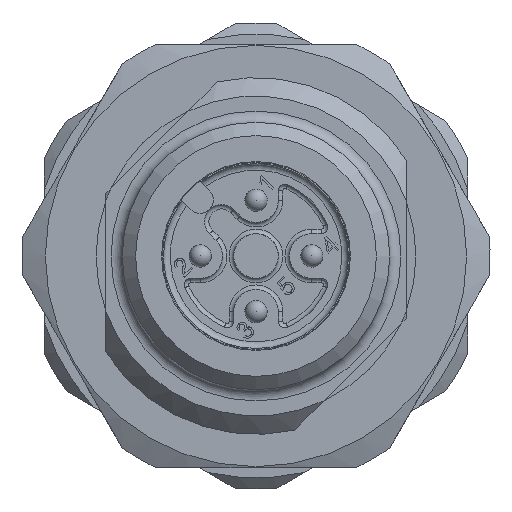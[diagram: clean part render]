
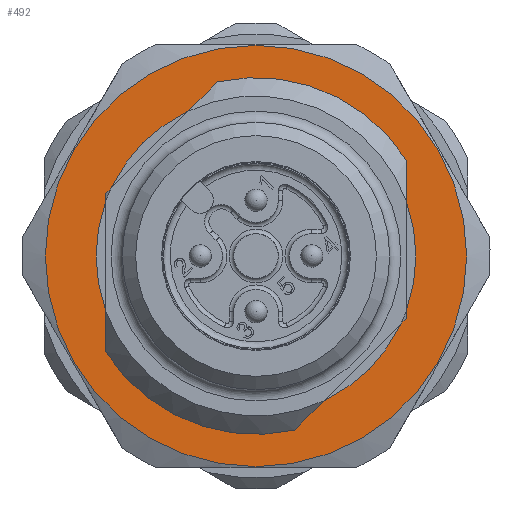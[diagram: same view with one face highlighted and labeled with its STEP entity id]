
A CAD part, front view. The second image highlights one B-rep face of the part: STEP entity #492.
In plain terms, the highlighted planar face has unit normal (0, -1, 0).
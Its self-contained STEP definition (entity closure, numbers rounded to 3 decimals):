
#110=FACE_BOUND('',#1019,.T.);
#111=FACE_BOUND('',#1020,.T.);
#381=PLANE('',#4467);
#492=ADVANCED_FACE('',(#110,#111),#381,.T.);
#1019=EDGE_LOOP('',(#2049));
#1020=EDGE_LOOP('',(#2050,#2051,#2052,#2053,#2054,#2055,#2056,#2057,#2058,
#2059,#2060,#2061,#2062,#2063));
#1312=LINE('',#6112,#1615);
#1314=LINE('',#6115,#1617);
#1320=LINE('',#6131,#1623);
#1321=LINE('',#6132,#1624);
#1327=LINE('',#6148,#1630);
#1329=LINE('',#6151,#1632);
#1334=LINE('',#6165,#1637);
#1335=LINE('',#6166,#1638);
#1615=VECTOR('',#4923,1.);
#1617=VECTOR('',#4925,1.);
#1623=VECTOR('',#4933,1.);
#1624=VECTOR('',#4934,1.);
#1630=VECTOR('',#4942,1.);
#1632=VECTOR('',#4944,1.);
#1637=VECTOR('',#4951,1.);
#1638=VECTOR('',#4952,1.);
#2049=ORIENTED_EDGE('',*,*,#3677,.F.);
#2050=ORIENTED_EDGE('',*,*,#3678,.F.);
#2051=ORIENTED_EDGE('',*,*,#3650,.T.);
#2052=ORIENTED_EDGE('',*,*,#3657,.T.);
#2053=ORIENTED_EDGE('',*,*,#3679,.F.);
#2054=ORIENTED_EDGE('',*,*,#3658,.T.);
#2055=ORIENTED_EDGE('',*,*,#3615,.F.);
#2056=ORIENTED_EDGE('',*,*,#3673,.F.);
#2057=ORIENTED_EDGE('',*,*,#3680,.F.);
#2058=ORIENTED_EDGE('',*,*,#3674,.F.);
#2059=ORIENTED_EDGE('',*,*,#3665,.F.);
#2060=ORIENTED_EDGE('',*,*,#3681,.F.);
#2061=ORIENTED_EDGE('',*,*,#3667,.F.);
#2062=ORIENTED_EDGE('',*,*,#3637,.F.);
#2063=ORIENTED_EDGE('',*,*,#3648,.T.);
#3192=VERTEX_POINT('',#6012);
#3194=VERTEX_POINT('',#6015);
#3209=VERTEX_POINT('',#6081);
#3210=VERTEX_POINT('',#6083);
#3218=VERTEX_POINT('',#6111);
#3219=VERTEX_POINT('',#6114);
#3220=VERTEX_POINT('',#6116);
#3224=VERTEX_POINT('',#6130);
#3225=VERTEX_POINT('',#6133);
#3229=VERTEX_POINT('',#6147);
#3230=VERTEX_POINT('',#6149);
#3231=VERTEX_POINT('',#6152);
#3234=VERTEX_POINT('',#6164);
#3235=VERTEX_POINT('',#6167);
#3237=VERTEX_POINT('',#6173);
#3615=EDGE_CURVE('',#3192,#3194,#4229,.T.);
#3637=EDGE_CURVE('',#3209,#3210,#4237,.T.);
#3648=EDGE_CURVE('',#3209,#3218,#1312,.T.);
#3650=EDGE_CURVE('',#3220,#3219,#1314,.T.);
#3657=EDGE_CURVE('',#3219,#3224,#1320,.T.);
#3658=EDGE_CURVE('',#3225,#3194,#1321,.T.);
#3665=EDGE_CURVE('',#3229,#3230,#1327,.T.);
#3667=EDGE_CURVE('',#3210,#3231,#1329,.T.);
#3673=EDGE_CURVE('',#3234,#3192,#1334,.T.);
#3674=EDGE_CURVE('',#3230,#3235,#1335,.T.);
#3677=EDGE_CURVE('',#3237,#3237,#4244,.T.);
#3678=EDGE_CURVE('',#3220,#3218,#4245,.T.);
#3679=EDGE_CURVE('',#3225,#3224,#4246,.T.);
#3680=EDGE_CURVE('',#3235,#3234,#4247,.T.);
#3681=EDGE_CURVE('',#3231,#3229,#4248,.T.);
#4229=CIRCLE('',#4430,8.);
#4237=CIRCLE('',#4444,8.);
#4244=CIRCLE('',#4462,9.45);
#4245=CIRCLE('',#4463,7.172);
#4246=CIRCLE('',#4464,7.172);
#4247=CIRCLE('',#4465,7.172);
#4248=CIRCLE('',#4466,7.172);
#4430=AXIS2_PLACEMENT_3D('',#6014,#4858,#4859);
#4444=AXIS2_PLACEMENT_3D('',#6082,#4892,#4893);
#4462=AXIS2_PLACEMENT_3D('',#6172,#4957,#4958);
#4463=AXIS2_PLACEMENT_3D('',#6174,#4959,#4960);
#4464=AXIS2_PLACEMENT_3D('',#6175,#4961,#4962);
#4465=AXIS2_PLACEMENT_3D('',#6176,#4963,#4964);
#4466=AXIS2_PLACEMENT_3D('',#6177,#4965,#4966);
#4467=AXIS2_PLACEMENT_3D('',#6178,#4967,#4968);
#4858=DIRECTION('',(0.,-1.,0.));
#4859=DIRECTION('',(0.,0.,1.));
#4892=DIRECTION('',(0.,-1.,0.));
#4893=DIRECTION('',(0.,0.,1.));
#4923=DIRECTION('',(0.,0.,-1.));
#4925=DIRECTION('',(0.,0.,-1.));
#4933=DIRECTION('',(-0.707,0.,-0.707));
#4934=DIRECTION('',(-0.707,0.,-0.707));
#4942=DIRECTION('',(-0.707,0.,-0.707));
#4944=DIRECTION('',(-0.707,0.,-0.707));
#4951=DIRECTION('',(0.,0.,-1.));
#4952=DIRECTION('',(0.,0.,-1.));
#4957=DIRECTION('',(0.,1.,0.));
#4958=DIRECTION('',(0.,0.,1.));
#4959=DIRECTION('',(0.,-1.,0.));
#4960=DIRECTION('',(0.,0.,-1.));
#4961=DIRECTION('',(0.,-1.,0.));
#4962=DIRECTION('',(0.,0.,-1.));
#4963=DIRECTION('',(0.,-1.,0.));
#4964=DIRECTION('',(0.,0.,-1.));
#4965=DIRECTION('',(0.,-1.,0.));
#4966=DIRECTION('',(0.,0.,-1.));
#4967=DIRECTION('',(0.,-1.,0.));
#4968=DIRECTION('',(0.,0.,-1.));
#6012=CARTESIAN_POINT('',(6.55,-0.3,-4.294));
#6014=CARTESIAN_POINT('',(13.3,-0.3,0.));
#6015=CARTESIAN_POINT('',(15.037,-0.3,-7.809));
#6081=CARTESIAN_POINT('',(20.05,-0.3,4.294));
#6082=CARTESIAN_POINT('',(13.3,-0.3,0.));
#6083=CARTESIAN_POINT('',(11.563,-0.3,7.809));
#6111=CARTESIAN_POINT('',(20.05,-0.3,2.424));
#6112=CARTESIAN_POINT('',(20.05,-0.3,5.744));
#6114=CARTESIAN_POINT('',(20.05,-0.3,-2.796));
#6115=CARTESIAN_POINT('',(20.05,-0.3,5.744));
#6116=CARTESIAN_POINT('',(20.05,-0.3,-2.424));
#6130=CARTESIAN_POINT('',(19.787,-0.3,-3.059));
#6131=CARTESIAN_POINT('',(20.05,-0.3,-2.796));
#6132=CARTESIAN_POINT('',(20.05,-0.3,-2.796));
#6133=CARTESIAN_POINT('',(16.359,-0.3,-6.487));
#6147=CARTESIAN_POINT('',(6.813,-0.3,3.059));
#6148=CARTESIAN_POINT('',(12.589,-0.3,8.835));
#6149=CARTESIAN_POINT('',(6.55,-0.3,2.796));
#6151=CARTESIAN_POINT('',(12.589,-0.3,8.835));
#6152=CARTESIAN_POINT('',(10.241,-0.3,6.487));
#6164=CARTESIAN_POINT('',(6.55,-0.3,-2.424));
#6165=CARTESIAN_POINT('',(6.55,-0.3,2.796));
#6166=CARTESIAN_POINT('',(6.55,-0.3,2.796));
#6167=CARTESIAN_POINT('',(6.55,-0.3,2.424));
#6172=CARTESIAN_POINT('',(13.3,-0.3,0.));
#6173=CARTESIAN_POINT('',(13.3,-0.3,9.45));
#6174=CARTESIAN_POINT('',(13.3,-0.3,0.));
#6175=CARTESIAN_POINT('',(13.3,-0.3,0.));
#6176=CARTESIAN_POINT('',(13.3,-0.3,0.));
#6177=CARTESIAN_POINT('',(13.3,-0.3,0.));
#6178=CARTESIAN_POINT('',(13.3,-0.3,0.));
